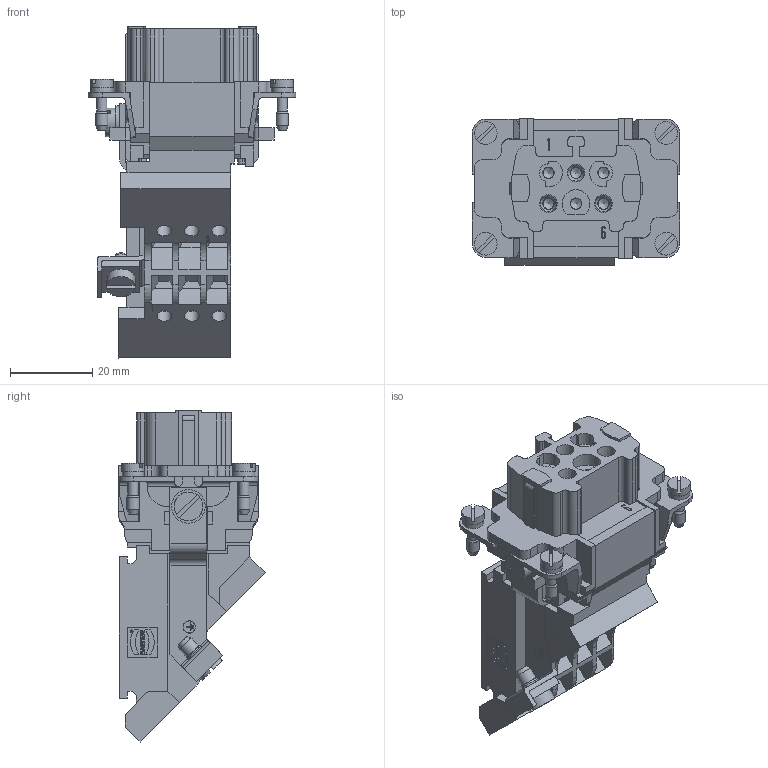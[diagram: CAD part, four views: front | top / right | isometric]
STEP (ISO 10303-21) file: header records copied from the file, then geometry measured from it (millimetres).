
FILE_DESCRIPTION(/* description */ (''),/* implementation_level */ '2;1');
FILE_NAME(/* name */ '100804787ugm000_b.stp',/* time_stamp */ '2019-08-23T11:10:25+02:00',/* author */ (''),/* organization */ (''),/* preprocessor_version */ 'ST-DEVELOPER v16.7',/* originating_system */ 'SIEMENS PLM Software NX 12.0',/* authorisation */ '');
FILE_SCHEMA (('AUTOMOTIVE_DESIGN { 1 0 10303 214 3 1 1 1 }'));
Length unit declared in the file: millimetre
Products named in the file (1): 100804787ugm000_b
Bounding box: 50.6 x 35.73 x 80.94 mm (x, y, z)
Volume: 50698.8 mm3; surface area: 17039.6 mm2
Topology: 1 solids, 1 shells, 870 faces, 2555 edges, 1884 vertices
Faces by surface type: plane 641, cylinder 151, cone 39, extrusion 32, bspline 7
Full cylindrical faces by diameter (mm): 0.402 x1, 0.591 x1, 2.3 x2, 2.45 x2, 2.5 x4, 2.8 x6, 2.925 x1, 3 x5, 3.05 x6, 3.242 x1, 3.6 x6, 4 x1, 4.35 x1, 5.34 x4, 5.5 x4, 7 x2, 8.17 x1
Entity records: 32374 total; most frequent: CARTESIAN_POINT 6527, ORIENTED_EDGE 4586, DIRECTION 4240, EDGE_CURVE 2293, VECTOR 1794, LINE 1762, VERTEX_POINT 1581, AXIS2_PLACEMENT_3D 1223
